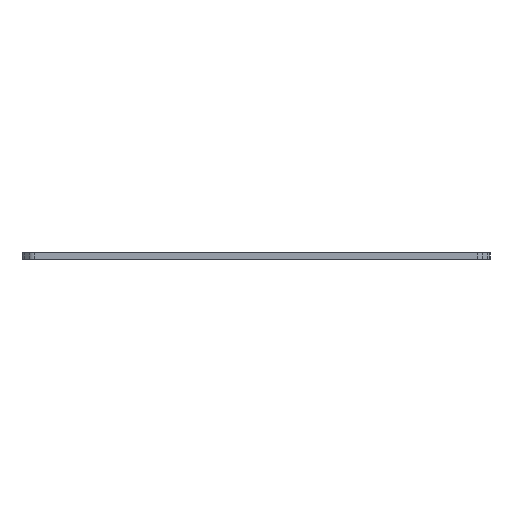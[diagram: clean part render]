
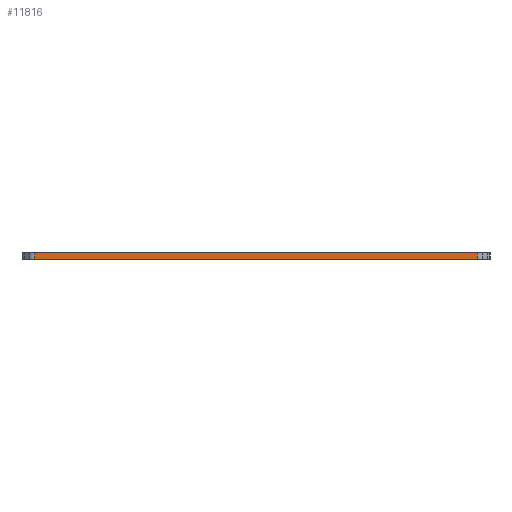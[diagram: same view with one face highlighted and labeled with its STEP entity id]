
A CAD part, left-side view. The second image highlights one B-rep face of the part: STEP entity #11816.
In plain terms, the highlighted planar face has unit normal (-1, 0, 0).
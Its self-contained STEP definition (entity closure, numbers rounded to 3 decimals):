
#432=PLANE('',#12945);
#1005=FACE_OUTER_BOUND('',#1584,.T.);
#1584=EDGE_LOOP('',(#9781,#9782,#9783,#9784));
#2879=LINE('',#19813,#4062);
#2880=LINE('',#19816,#4063);
#2881=LINE('',#19818,#4064);
#2882=LINE('',#19819,#4065);
#4062=VECTOR('',#16342,10.);
#4063=VECTOR('',#16345,10.);
#4064=VECTOR('',#16346,10.);
#4065=VECTOR('',#16347,10.);
#5762=VERTEX_POINT('',#19809);
#5763=VERTEX_POINT('',#19811);
#5764=VERTEX_POINT('',#19815);
#5765=VERTEX_POINT('',#19817);
#7483=EDGE_CURVE('',#5762,#5763,#2879,.T.);
#7484=EDGE_CURVE('',#5764,#5762,#2880,.T.);
#7485=EDGE_CURVE('',#5765,#5763,#2881,.T.);
#7486=EDGE_CURVE('',#5764,#5765,#2882,.T.);
#9781=ORIENTED_EDGE('',*,*,#7484,.T.);
#9782=ORIENTED_EDGE('',*,*,#7483,.T.);
#9783=ORIENTED_EDGE('',*,*,#7485,.F.);
#9784=ORIENTED_EDGE('',*,*,#7486,.F.);
#11816=ADVANCED_FACE('',(#1005),#432,.T.);
#12945=AXIS2_PLACEMENT_3D('',#19814,#16343,#16344);
#16342=DIRECTION('',(0.,0.,1.));
#16343=DIRECTION('center_axis',(-1.,0.,0.));
#16344=DIRECTION('ref_axis',(0.,-1.,0.));
#16345=DIRECTION('',(0.,-1.,0.));
#16346=DIRECTION('',(0.,-1.,0.));
#16347=DIRECTION('',(0.,0.,1.));
#19809=CARTESIAN_POINT('',(-1.475,-99.678,0.));
#19811=CARTESIAN_POINT('',(-1.475,-99.678,1.5));
#19813=CARTESIAN_POINT('',(-1.475,-99.678,0.));
#19814=CARTESIAN_POINT('Origin',(-1.475,-0.334,0.));
#19815=CARTESIAN_POINT('',(-1.475,-0.334,0.));
#19816=CARTESIAN_POINT('',(-1.475,-0.334,0.));
#19817=CARTESIAN_POINT('',(-1.475,-0.334,1.5));
#19818=CARTESIAN_POINT('',(-1.475,-0.334,1.5));
#19819=CARTESIAN_POINT('',(-1.475,-0.334,0.));
